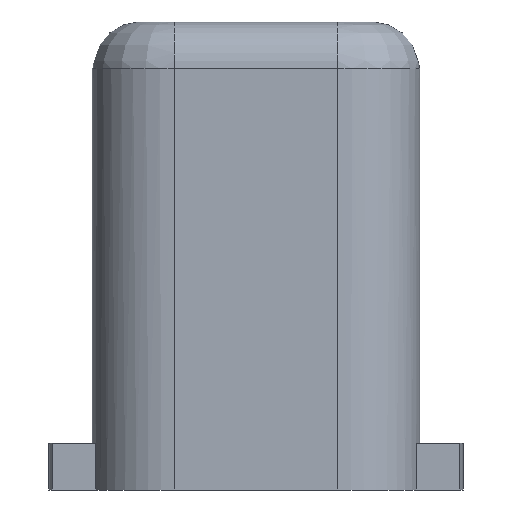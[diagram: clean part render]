
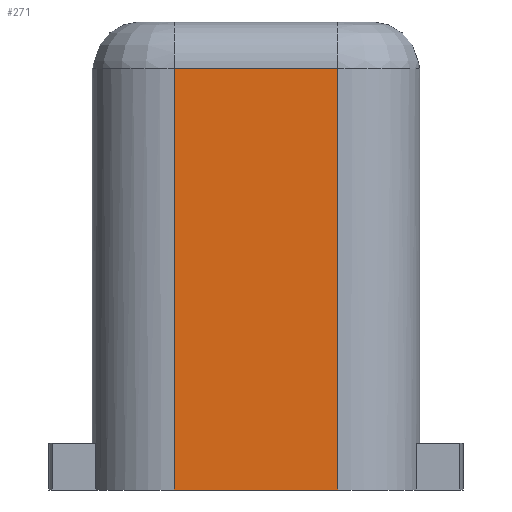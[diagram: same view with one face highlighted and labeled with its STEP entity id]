
A CAD part, front view. The second image highlights one B-rep face of the part: STEP entity #271.
In plain terms, the highlighted planar face has unit normal (0, -1, 0).
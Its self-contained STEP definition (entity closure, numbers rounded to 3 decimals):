
#74 = VERTEX_POINT('',#75);
#75 = CARTESIAN_POINT('',(-1.75,-1.75,9.));
#133 = EDGE_CURVE('',#74,#134,#136,.T.);
#134 = VERTEX_POINT('',#135);
#135 = CARTESIAN_POINT('',(1.75,-1.75,9.));
#136 = LINE('',#137,#138);
#137 = CARTESIAN_POINT('',(-1.75,-1.75,9.));
#138 = VECTOR('',#139,1.);
#139 = DIRECTION('',(1.,0.,0.));
#194 = EDGE_CURVE('',#195,#74,#197,.T.);
#195 = VERTEX_POINT('',#196);
#196 = CARTESIAN_POINT('',(-1.75,-1.75,0.));
#197 = LINE('',#198,#199);
#198 = CARTESIAN_POINT('',(-1.75,-1.75,1.));
#199 = VECTOR('',#200,1.);
#200 = DIRECTION('',(0.,0.,1.));
#271 = ADVANCED_FACE('',(#272),#290,.T.);
#272 = FACE_BOUND('',#273,.T.);
#273 = EDGE_LOOP('',(#274,#282,#283,#284));
#274 = ORIENTED_EDGE('',*,*,#275,.T.);
#275 = EDGE_CURVE('',#276,#134,#278,.T.);
#276 = VERTEX_POINT('',#277);
#277 = CARTESIAN_POINT('',(1.75,-1.75,0.));
#278 = LINE('',#279,#280);
#279 = CARTESIAN_POINT('',(1.75,-1.75,0.));
#280 = VECTOR('',#281,1.);
#281 = DIRECTION('',(0.,0.,1.));
#282 = ORIENTED_EDGE('',*,*,#133,.F.);
#283 = ORIENTED_EDGE('',*,*,#194,.F.);
#284 = ORIENTED_EDGE('',*,*,#285,.T.);
#285 = EDGE_CURVE('',#195,#276,#286,.T.);
#286 = LINE('',#287,#288);
#287 = CARTESIAN_POINT('',(-1.75,-1.75,0.));
#288 = VECTOR('',#289,1.);
#289 = DIRECTION('',(1.,0.,0.));
#290 = PLANE('',#291);
#291 = AXIS2_PLACEMENT_3D('',#292,#293,#294);
#292 = CARTESIAN_POINT('',(0.,-1.75,5.));
#293 = DIRECTION('',(0.,-1.,0.));
#294 = DIRECTION('',(0.,0.,-1.));
